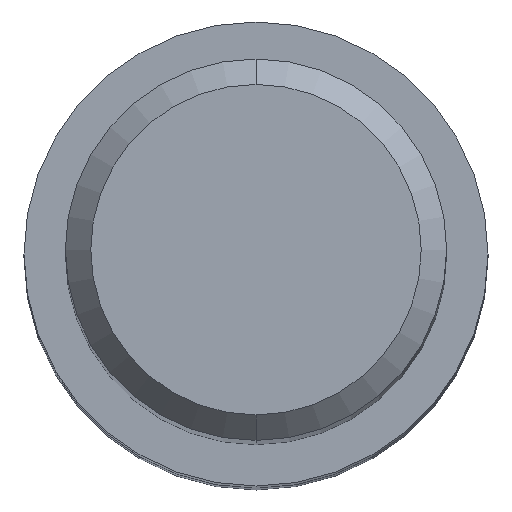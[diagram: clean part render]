
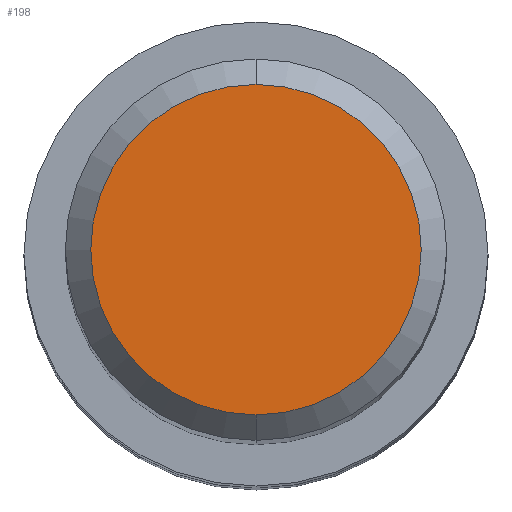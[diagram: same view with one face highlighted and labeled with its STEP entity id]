
A CAD part, top view. The second image highlights one B-rep face of the part: STEP entity #198.
In plain terms, the highlighted planar face has unit normal (0, 0, 1).
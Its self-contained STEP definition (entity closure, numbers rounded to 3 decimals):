
#198=ADVANCED_FACE('',(#498),#499,.T.);
#228=EDGE_CURVE('',#254,#420,#533,.T.);
#254=VERTEX_POINT('',#562);
#420=VERTEX_POINT('',#738);
#442=EDGE_CURVE('',#420,#254,#764,.T.);
#498=FACE_OUTER_BOUND('',#819,.T.);
#499=PLANE('',#820);
#533=CIRCLE('',#890,2.6);
#562=CARTESIAN_POINT('',(0.0,2.6,0.0));
#738=CARTESIAN_POINT('',(0.,-2.6,0.0));
#764=CIRCLE('',#1384,2.6);
#819=EDGE_LOOP('',(#1455,#1456));
#820=AXIS2_PLACEMENT_3D('',#1457,#1458,#1459);
#890=AXIS2_PLACEMENT_3D('',#1498,#1499,#1500);
#1384=AXIS2_PLACEMENT_3D('',#1723,#1724,#1725);
#1455=ORIENTED_EDGE('',*,*,#228,.F.);
#1456=ORIENTED_EDGE('',*,*,#442,.F.);
#1457=CARTESIAN_POINT('',(0.0,1.3,0.0));
#1458=DIRECTION('',(-0.0,0.0,1.0));
#1459=DIRECTION('',(0.0,-1.0,0.0));
#1498=CARTESIAN_POINT('',(0.0,0.0,0.0));
#1499=DIRECTION('',(0.0,0.0,-1.0));
#1500=DIRECTION('',(0.0,1.0,0.0));
#1723=CARTESIAN_POINT('',(0.0,0.0,0.0));
#1724=DIRECTION('',(0.0,0.0,-1.0));
#1725=DIRECTION('',(0.0,1.0,0.0));
